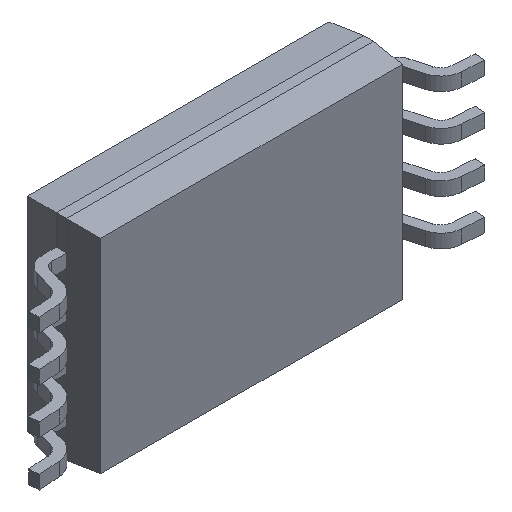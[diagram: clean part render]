
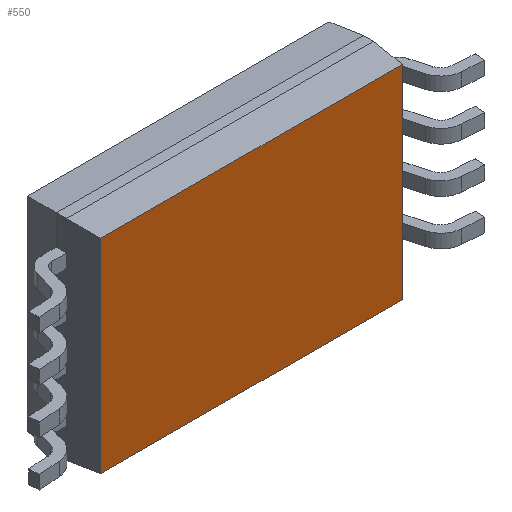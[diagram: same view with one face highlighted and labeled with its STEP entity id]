
A CAD part, isometric view. The second image highlights one B-rep face of the part: STEP entity #550.
In plain terms, the highlighted planar face has unit normal (0, -1, 0).
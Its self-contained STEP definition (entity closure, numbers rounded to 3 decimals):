
#187 = CARTESIAN_POINT ( 'NONE',  ( 2.16, -0.525, 1.46 ) ) ;
#271 = ORIENTED_EDGE ( 'NONE', *, *, #2854, .F. ) ;
#324 = CARTESIAN_POINT ( 'NONE',  ( -2.16, -0.525, -1.46 ) ) ;
#456 = EDGE_CURVE ( 'NONE', #2455, #2202, #2086, .T. ) ;
#483 = VECTOR ( 'NONE', #3064, 1000. ) ;
#492 = VERTEX_POINT ( 'NONE', #187 ) ;
#550 = ADVANCED_FACE ( 'NONE', ( #2281 ), #2056, .T. ) ;
#563 = VECTOR ( 'NONE', #1258, 1000. ) ;
#644 = CARTESIAN_POINT ( 'NONE',  ( -2.16, -0.525, -1.5 ) ) ;
#1162 = DIRECTION ( 'NONE',  ( -1., 0., 0. ) ) ;
#1231 = LINE ( 'NONE', #3374, #3195 ) ;
#1241 = DIRECTION ( 'NONE',  ( 0., 0., -1. ) ) ;
#1258 = DIRECTION ( 'NONE',  ( 0., 0., 1. ) ) ;
#1535 = LINE ( 'NONE', #2108, #483 ) ;
#1632 = VECTOR ( 'NONE', #1162, 1000. ) ;
#1765 = EDGE_LOOP ( 'NONE', ( #2268, #3363, #271, #2261 ) ) ;
#2035 = DIRECTION ( 'NONE',  ( 0., -1., 0. ) ) ;
#2056 = PLANE ( 'NONE',  #2699 ) ;
#2086 = LINE ( 'NONE', #644, #563 ) ;
#2108 = CARTESIAN_POINT ( 'NONE',  ( -2.2, -0.525, 1.46 ) ) ;
#2202 = VERTEX_POINT ( 'NONE', #2388 ) ;
#2261 = ORIENTED_EDGE ( 'NONE', *, *, #3798, .F. ) ;
#2268 = ORIENTED_EDGE ( 'NONE', *, *, #3042, .F. ) ;
#2281 = FACE_OUTER_BOUND ( 'NONE', #1765, .T. ) ;
#2388 = CARTESIAN_POINT ( 'NONE',  ( -2.16, -0.525, 1.46 ) ) ;
#2455 = VERTEX_POINT ( 'NONE', #324 ) ;
#2633 = CARTESIAN_POINT ( 'NONE',  ( 0., -0.525, 0. ) ) ;
#2684 = CARTESIAN_POINT ( 'NONE',  ( 2.2, -0.525, -1.46 ) ) ;
#2699 = AXIS2_PLACEMENT_3D ( 'NONE', #2633, #2035, #3274 ) ;
#2854 = EDGE_CURVE ( 'NONE', #2924, #2455, #3791, .T. ) ;
#2924 = VERTEX_POINT ( 'NONE', #3588 ) ;
#3042 = EDGE_CURVE ( 'NONE', #2202, #492, #1535, .T. ) ;
#3064 = DIRECTION ( 'NONE',  ( 1., 0., 0. ) ) ;
#3195 = VECTOR ( 'NONE', #1241, 1000. ) ;
#3274 = DIRECTION ( 'NONE',  ( 0., 0., 1. ) ) ;
#3363 = ORIENTED_EDGE ( 'NONE', *, *, #456, .F. ) ;
#3374 = CARTESIAN_POINT ( 'NONE',  ( 2.16, -0.525, 1.5 ) ) ;
#3588 = CARTESIAN_POINT ( 'NONE',  ( 2.16, -0.525, -1.46 ) ) ;
#3791 = LINE ( 'NONE', #2684, #1632 ) ;
#3798 = EDGE_CURVE ( 'NONE', #492, #2924, #1231, .T. ) ;
